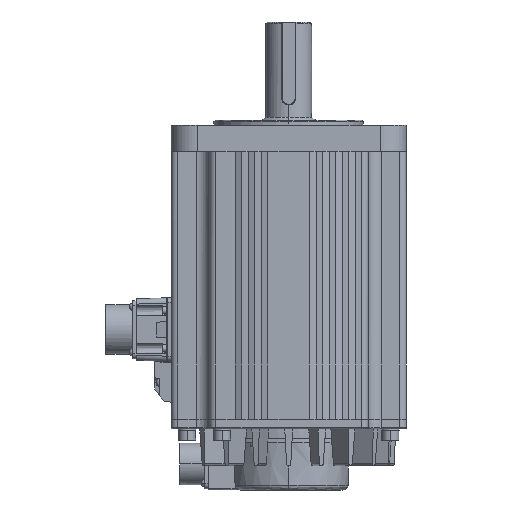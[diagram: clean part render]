
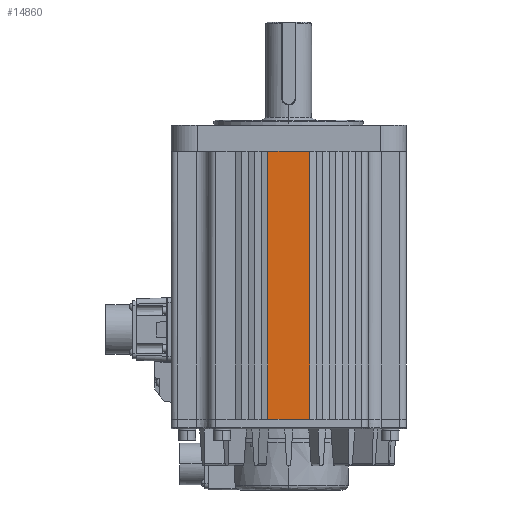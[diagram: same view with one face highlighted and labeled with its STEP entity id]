
A CAD part, left-side view. The second image highlights one B-rep face of the part: STEP entity #14860.
In plain terms, the highlighted planar face has unit normal (-1, 0, 0).
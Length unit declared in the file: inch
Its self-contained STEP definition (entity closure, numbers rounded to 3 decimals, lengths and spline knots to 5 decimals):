
#76 = EDGE_CURVE ( 'NONE', #23769, #26589, #28608, .T. ) ;
#1880 = ORIENTED_EDGE ( 'NONE', *, *, #76, .F. ) ;
#1930 = VECTOR ( 'NONE', #3795, 39.37008 ) ;
#3795 = DIRECTION ( 'NONE',  ( 0., -1., 0. ) ) ;
#3914 = LINE ( 'NONE', #20558, #23742 ) ;
#5036 = DIRECTION ( 'NONE',  ( -1., 0., 0. ) ) ;
#5124 = AXIS2_PLACEMENT_3D ( 'NONE', #26031, #5036, #21437 ) ;
#6383 = LINE ( 'NONE', #16102, #1930 ) ;
#6961 = DIRECTION ( 'NONE',  ( 0., -1., 0. ) ) ;
#7348 = VECTOR ( 'NONE', #6961, 39.37008 ) ;
#10831 = FACE_OUTER_BOUND ( 'NONE', #21109, .T. ) ;
#11402 = EDGE_CURVE ( 'NONE', #23769, #12598, #3914, .T. ) ;
#11554 = ORIENTED_EDGE ( 'NONE', *, *, #16649, .T. ) ;
#11729 = CARTESIAN_POINT ( 'NONE',  ( -3.54331, 0.62992, 2.11811 ) ) ;
#12598 = VERTEX_POINT ( 'NONE', #26150 ) ;
#12734 = CARTESIAN_POINT ( 'NONE',  ( -3.54331, -0.62992, -5.94488 ) ) ;
#14029 = CARTESIAN_POINT ( 'NONE',  ( -3.54331, 0., 2.11811 ) ) ;
#14860 = ADVANCED_FACE ( 'NONE', ( #10831 ), #17027, .T. ) ;
#16102 = CARTESIAN_POINT ( 'NONE',  ( -3.54331, 0.62992, -5.94489 ) ) ;
#16570 = DIRECTION ( 'NONE',  ( 0., 0., 1. ) ) ;
#16649 = EDGE_CURVE ( 'NONE', #12598, #20831, #6383, .T. ) ;
#16978 = CARTESIAN_POINT ( 'NONE',  ( -3.54331, -0.62992, -1.91339 ) ) ;
#17027 = PLANE ( 'NONE',  #5124 ) ;
#19952 = VECTOR ( 'NONE', #16570, 39.37008 ) ;
#20558 = CARTESIAN_POINT ( 'NONE',  ( -3.54331, 0.62992, -1.91339 ) ) ;
#20831 = VERTEX_POINT ( 'NONE', #12734 ) ;
#21109 = EDGE_LOOP ( 'NONE', ( #28913, #11554, #23635, #1880 ) ) ;
#21437 = DIRECTION ( 'NONE',  ( 0., 0., -1. ) ) ;
#23635 = ORIENTED_EDGE ( 'NONE', *, *, #28494, .T. ) ;
#23742 = VECTOR ( 'NONE', #25063, 39.37008 ) ;
#23769 = VERTEX_POINT ( 'NONE', #11729 ) ;
#25063 = DIRECTION ( 'NONE',  ( 0., 0., -1. ) ) ;
#26031 = CARTESIAN_POINT ( 'NONE',  ( -3.54331, 0., -1.91339 ) ) ;
#26150 = CARTESIAN_POINT ( 'NONE',  ( -3.54331, 0.62992, -5.94488 ) ) ;
#26589 = VERTEX_POINT ( 'NONE', #26718 ) ;
#26718 = CARTESIAN_POINT ( 'NONE',  ( -3.54331, -0.62992, 2.11811 ) ) ;
#28494 = EDGE_CURVE ( 'NONE', #20831, #26589, #29141, .T. ) ;
#28608 = LINE ( 'NONE', #14029, #7348 ) ;
#28913 = ORIENTED_EDGE ( 'NONE', *, *, #11402, .T. ) ;
#29141 = LINE ( 'NONE', #16978, #19952 ) ;
